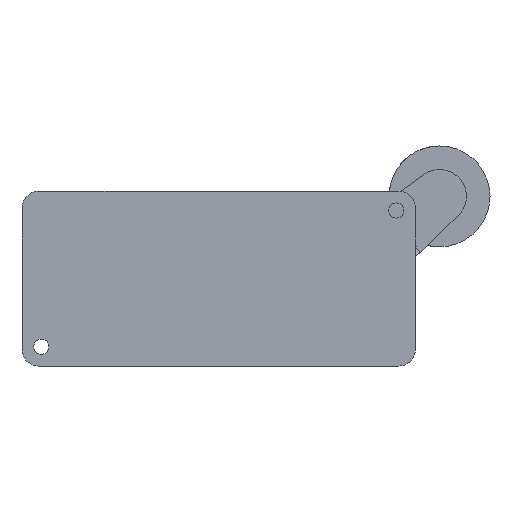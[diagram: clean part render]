
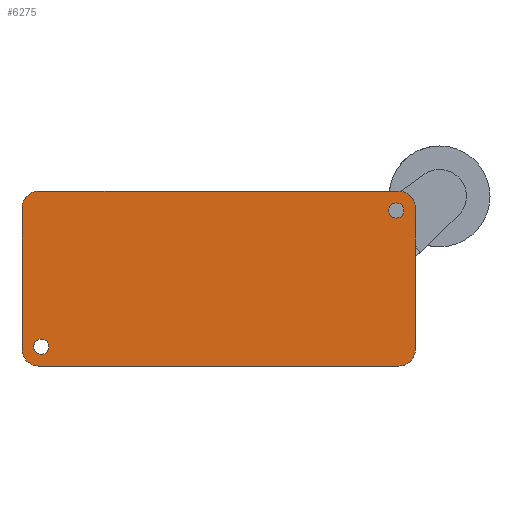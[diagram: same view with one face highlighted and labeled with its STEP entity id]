
A CAD part, front view. The second image highlights one B-rep face of the part: STEP entity #6275.
In plain terms, the highlighted planar face has unit normal (0, -1, 0).
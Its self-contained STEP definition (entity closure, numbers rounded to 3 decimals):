
#5 = VERTEX_POINT ( 'NONE', #15448 ) ;
#89 = CARTESIAN_POINT ( 'NONE',  ( -90., 0., -26. ) ) ;
#136 = DIRECTION ( 'NONE',  ( 0., -1., 0. ) ) ;
#143 = LINE ( 'NONE', #11167, #14293 ) ;
#613 = DIRECTION ( 'NONE',  ( 0., 1., 0. ) ) ;
#659 = CARTESIAN_POINT ( 'NONE',  ( 16.25, 0., 22.5 ) ) ;
#664 = VECTOR ( 'NONE', #12340, 1000. ) ;
#824 = ORIENTED_EDGE ( 'NONE', *, *, #6576, .T. ) ;
#884 = DIRECTION ( 'NONE',  ( 1., 0., 0. ) ) ;
#1317 = CARTESIAN_POINT ( 'NONE',  ( -89.25, 0., -18. ) ) ;
#1334 = CARTESIAN_POINT ( 'NONE',  ( 16.25, 0., 20.25 ) ) ;
#1424 = EDGE_CURVE ( 'NONE', #10045, #5, #12805, .T. ) ;
#1779 = ORIENTED_EDGE ( 'NONE', *, *, #5473, .F. ) ;
#1899 = CIRCLE ( 'NONE', #4999, 2.25 ) ;
#1957 = CIRCLE ( 'NONE', #6696, 5. ) ;
#2109 = CARTESIAN_POINT ( 'NONE',  ( -90., 0., 26. ) ) ;
#2438 = ORIENTED_EDGE ( 'NONE', *, *, #6324, .F. ) ;
#2458 = VERTEX_POINT ( 'NONE', #1317 ) ;
#2796 = DIRECTION ( 'NONE',  ( 0., 0., -1. ) ) ;
#2798 = CARTESIAN_POINT ( 'NONE',  ( 16.25, 0., 20.25 ) ) ;
#3609 = ORIENTED_EDGE ( 'NONE', *, *, #5196, .F. ) ;
#4063 = EDGE_CURVE ( 'NONE', #4339, #10045, #7688, .T. ) ;
#4276 = EDGE_CURVE ( 'NONE', #5, #6115, #1957, .T. ) ;
#4277 = DIRECTION ( 'NONE',  ( 0., 0., -1. ) ) ;
#4339 = VERTEX_POINT ( 'NONE', #89 ) ;
#4353 = CARTESIAN_POINT ( 'NONE',  ( 22., 0., -21. ) ) ;
#4413 = PLANE ( 'NONE',  #8239 ) ;
#4550 = ORIENTED_EDGE ( 'NONE', *, *, #4640, .F. ) ;
#4606 = VERTEX_POINT ( 'NONE', #5214 ) ;
#4640 = EDGE_CURVE ( 'NONE', #6115, #7144, #143, .T. ) ;
#4999 = AXIS2_PLACEMENT_3D ( 'NONE', #7848, #17986, #9341 ) ;
#5107 = CARTESIAN_POINT ( 'NONE',  ( 17., 0., -21. ) ) ;
#5196 = EDGE_CURVE ( 'NONE', #7144, #8475, #12696, .T. ) ;
#5214 = CARTESIAN_POINT ( 'NONE',  ( -89.25, 0., -22.5 ) ) ;
#5473 = EDGE_CURVE ( 'NONE', #8475, #7406, #6487, .T. ) ;
#5554 = FACE_OUTER_BOUND ( 'NONE', #6612, .T. ) ;
#5820 = EDGE_CURVE ( 'NONE', #7406, #15103, #11124, .T. ) ;
#5839 = CARTESIAN_POINT ( 'NONE',  ( 17., 0., 21. ) ) ;
#6115 = VERTEX_POINT ( 'NONE', #2109 ) ;
#6134 = AXIS2_PLACEMENT_3D ( 'NONE', #5839, #16059, #7344 ) ;
#6275 = ADVANCED_FACE ( 'NONE', ( #12915, #13793, #5554 ), #4413, .T. ) ;
#6324 = EDGE_CURVE ( 'NONE', #15103, #4339, #15827, .T. ) ;
#6454 = EDGE_CURVE ( 'NONE', #13236, #11965, #7174, .T. ) ;
#6487 = LINE ( 'NONE', #8485, #9985 ) ;
#6576 = EDGE_CURVE ( 'NONE', #2458, #4606, #1899, .T. ) ;
#6583 = DIRECTION ( 'NONE',  ( 0., 0., 1. ) ) ;
#6612 = EDGE_LOOP ( 'NONE', ( #8414, #2438, #18833, #1779, #3609, #4550, #9830, #18857 ) ) ;
#6696 = AXIS2_PLACEMENT_3D ( 'NONE', #7247, #17393, #8734 ) ;
#6762 = ORIENTED_EDGE ( 'NONE', *, *, #7625, .T. ) ;
#6799 = CARTESIAN_POINT ( 'NONE',  ( -90., 0., -21. ) ) ;
#7144 = VERTEX_POINT ( 'NONE', #11630 ) ;
#7174 = CIRCLE ( 'NONE', #15166, 2.25 ) ;
#7247 = CARTESIAN_POINT ( 'NONE',  ( -90., 0., 21. ) ) ;
#7344 = DIRECTION ( 'NONE',  ( 0., 0., 1. ) ) ;
#7406 = VERTEX_POINT ( 'NONE', #4353 ) ;
#7625 = EDGE_CURVE ( 'NONE', #11965, #13236, #15569, .T. ) ;
#7688 = CIRCLE ( 'NONE', #15865, 5. ) ;
#7773 = EDGE_CURVE ( 'NONE', #4606, #2458, #14221, .T. ) ;
#7848 = CARTESIAN_POINT ( 'NONE',  ( -89.25, 0., -20.25 ) ) ;
#8239 = AXIS2_PLACEMENT_3D ( 'NONE', #17572, #136, #10404 ) ;
#8294 = DIRECTION ( 'NONE',  ( 0., 0., -1. ) ) ;
#8414 = ORIENTED_EDGE ( 'NONE', *, *, #4063, .F. ) ;
#8475 = VERTEX_POINT ( 'NONE', #14715 ) ;
#8485 = CARTESIAN_POINT ( 'NONE',  ( 22., 0., -21. ) ) ;
#8568 = VECTOR ( 'NONE', #17046, 1000. ) ;
#8734 = DIRECTION ( 'NONE',  ( 0., 0., 1. ) ) ;
#9341 = DIRECTION ( 'NONE',  ( 0., 0., -1. ) ) ;
#9398 = CARTESIAN_POINT ( 'NONE',  ( -89.25, 0., -20.25 ) ) ;
#9533 = AXIS2_PLACEMENT_3D ( 'NONE', #1334, #11603, #2796 ) ;
#9830 = ORIENTED_EDGE ( 'NONE', *, *, #4276, .F. ) ;
#9985 = VECTOR ( 'NONE', #9986, 1000. ) ;
#9986 = DIRECTION ( 'NONE',  ( 0., 0., -1. ) ) ;
#10045 = VERTEX_POINT ( 'NONE', #10881 ) ;
#10404 = DIRECTION ( 'NONE',  ( 0., 0., -1. ) ) ;
#10496 = AXIS2_PLACEMENT_3D ( 'NONE', #5107, #15331, #6583 ) ;
#10881 = CARTESIAN_POINT ( 'NONE',  ( -95., 0., -21. ) ) ;
#10887 = DIRECTION ( 'NONE',  ( 0., 0., -1. ) ) ;
#10964 = ORIENTED_EDGE ( 'NONE', *, *, #7773, .T. ) ;
#11124 = CIRCLE ( 'NONE', #10496, 5. ) ;
#11167 = CARTESIAN_POINT ( 'NONE',  ( -90., 0., 26. ) ) ;
#11603 = DIRECTION ( 'NONE',  ( 0., 1., 0. ) ) ;
#11630 = CARTESIAN_POINT ( 'NONE',  ( 17., 0., 26. ) ) ;
#11729 = CARTESIAN_POINT ( 'NONE',  ( 16.25, 0., 18. ) ) ;
#11965 = VERTEX_POINT ( 'NONE', #11729 ) ;
#12340 = DIRECTION ( 'NONE',  ( 0., 0., 1. ) ) ;
#12696 = CIRCLE ( 'NONE', #6134, 5. ) ;
#12805 = LINE ( 'NONE', #16595, #664 ) ;
#12915 = FACE_BOUND ( 'NONE', #14840, .T. ) ;
#13053 = DIRECTION ( 'NONE',  ( 0., 1., 0. ) ) ;
#13236 = VERTEX_POINT ( 'NONE', #659 ) ;
#13517 = CARTESIAN_POINT ( 'NONE',  ( 17., 0., -26. ) ) ;
#13793 = FACE_BOUND ( 'NONE', #18194, .T. ) ;
#14221 = CIRCLE ( 'NONE', #18229, 2.25 ) ;
#14293 = VECTOR ( 'NONE', #884, 1000. ) ;
#14715 = CARTESIAN_POINT ( 'NONE',  ( 22., 0., 21. ) ) ;
#14840 = EDGE_LOOP ( 'NONE', ( #16995, #6762 ) ) ;
#15103 = VERTEX_POINT ( 'NONE', #13517 ) ;
#15166 = AXIS2_PLACEMENT_3D ( 'NONE', #2798, #13053, #4277 ) ;
#15331 = DIRECTION ( 'NONE',  ( 0., 1., 0. ) ) ;
#15448 = CARTESIAN_POINT ( 'NONE',  ( -95., 0., 21. ) ) ;
#15569 = CIRCLE ( 'NONE', #9533, 2.25 ) ;
#15827 = LINE ( 'NONE', #18004, #8568 ) ;
#15865 = AXIS2_PLACEMENT_3D ( 'NONE', #6799, #16967, #8294 ) ;
#16059 = DIRECTION ( 'NONE',  ( 0., 1., 0. ) ) ;
#16595 = CARTESIAN_POINT ( 'NONE',  ( -95., 0., -21. ) ) ;
#16967 = DIRECTION ( 'NONE',  ( 0., 1., 0. ) ) ;
#16995 = ORIENTED_EDGE ( 'NONE', *, *, #6454, .T. ) ;
#17046 = DIRECTION ( 'NONE',  ( -1., 0., 0. ) ) ;
#17393 = DIRECTION ( 'NONE',  ( 0., 1., 0. ) ) ;
#17572 = CARTESIAN_POINT ( 'NONE',  ( -90., 0., -21. ) ) ;
#17986 = DIRECTION ( 'NONE',  ( 0., 1., 0. ) ) ;
#18004 = CARTESIAN_POINT ( 'NONE',  ( -90., 0., -26. ) ) ;
#18194 = EDGE_LOOP ( 'NONE', ( #824, #10964 ) ) ;
#18229 = AXIS2_PLACEMENT_3D ( 'NONE', #9398, #613, #10887 ) ;
#18833 = ORIENTED_EDGE ( 'NONE', *, *, #5820, .F. ) ;
#18857 = ORIENTED_EDGE ( 'NONE', *, *, #1424, .F. ) ;
